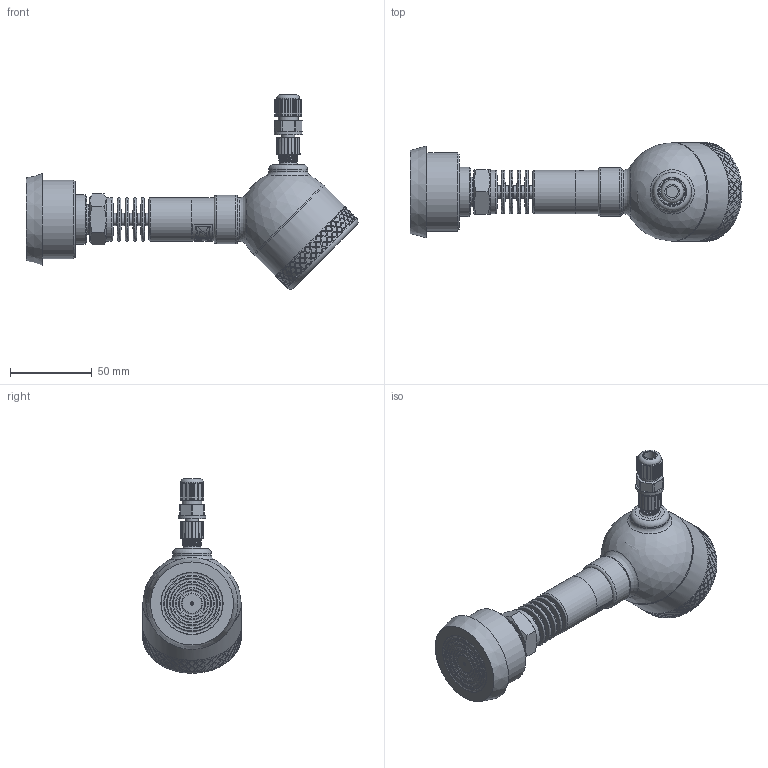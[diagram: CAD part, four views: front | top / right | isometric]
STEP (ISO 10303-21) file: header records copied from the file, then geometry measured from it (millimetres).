
FILE_DESCRIPTION(/* description */ (''),/* implementation_level */ '2;1');
FILE_NAME(/* name */ 'APZ3420sFH_TapperDN40_radiator_6.step',/* time_stamp */ '2021-07-08T16:27:19+03:00',/* author */ (''),/* organization */ (''),/* preprocessor_version */ 'ST-DEVELOPER v18.1',/* originating_system */ 'Autodesk Translation Framework v10.9.0.1377',/* authorisation */ '');
FILE_SCHEMA (('AUTOMOTIVE_DESIGN { 1 0 10303 214 3 1 1 }'));
Products named in the file (9): АПЗ 3420s заполненный 
+ полевой корпус; G1\2EN radiator; Tapper socket DN40 diaphragm 38 v5 (1); Заполненный полевой 
корпус v13; Cover for display; Display; Main body; M12x1 adapter; M12x1 female straight v9
Assembly tree (8 placements, depth 3):
  АПЗ 3420s заполненный 
+ полевой корпус
    G1\2EN radiator
    Tapper socket DN40 diaphragm 38 v5 (1)
    Заполненный полевой 
корпус v13
      Cover for display
      Display
      Main body
      M12x1 adapter
      M12x1 female straight v9
Bounding box: 202.48 x 60.1 x 118.64 mm (x, y, z)
Volume: 295944.7 mm3; surface area: 68923.8 mm2
Topology: 17 solids, 17 shells, 1839 faces, 4618 edges, 3035 vertices
Faces by surface type: bspline 991, plane 397, cylinder 352, torus 49, cone 49, sphere 1
Full cylindrical faces by diameter (mm): 1 x4, 2 x1, 3 x1, 3.3 x1, 5 x5, 6 x3, 7 x1, 7.3 x1, 7.5 x5, 8 x3, 9.3 x1, 10.293 x1, 10.5 x2, 10.741 x7, 11.884 x6, 12 x1, 14 x1, 16.7 x1, 17 x1, 17.5 x1, 18 x1, 18.631 x6, 19.7 x1, 20.955 x7, 21.6 x1, 21.767 x1, 22 x1, 22.4 x1, 22.5 x1, 23.6 x1
Entity records: 80017 total; most frequent: CARTESIAN_POINT 43383, ORIENTED_EDGE 9228, EDGE_CURVE 4614, DIRECTION 4287, VERTEX_POINT 3034, B_SPLINE_CURVE_WITH_KNOTS 2735, EDGE_LOOP 2100, FACE_OUTER_BOUND 1839
